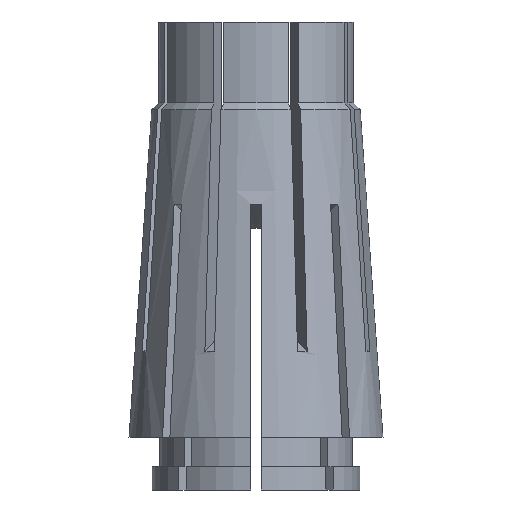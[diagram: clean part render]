
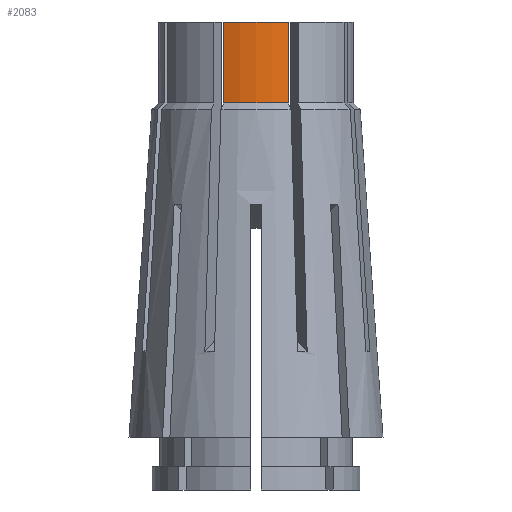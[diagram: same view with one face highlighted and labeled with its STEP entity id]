
A CAD part, front view. The second image highlights one B-rep face of the part: STEP entity #2083.
In plain terms, the highlighted cylindrical face has radius 9.4 mm (diameter 18.8 mm), a partial arc.
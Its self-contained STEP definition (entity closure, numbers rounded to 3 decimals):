
#58 = LINE ( 'NONE', #2463, #4179 ) ;
#241 = VERTEX_POINT ( 'NONE', #1583 ) ;
#491 = VERTEX_POINT ( 'NONE', #517 ) ;
#517 = CARTESIAN_POINT ( 'NONE',  ( -3.13, -8.864, -7.8 ) ) ;
#673 = EDGE_CURVE ( 'NONE', #241, #3674, #3991, .T. ) ;
#746 = DIRECTION ( 'NONE',  ( 0., 0., -1. ) ) ;
#979 = CARTESIAN_POINT ( 'NONE',  ( -3.13, -8.864, 0. ) ) ;
#1000 = DIRECTION ( 'NONE',  ( 1., 0., 0. ) ) ;
#1026 = AXIS2_PLACEMENT_3D ( 'NONE', #2587, #1887, #3522 ) ;
#1270 = EDGE_CURVE ( 'NONE', #1434, #241, #2786, .T. ) ;
#1356 = CARTESIAN_POINT ( 'NONE',  ( 0., 0., 0. ) ) ;
#1392 = CYLINDRICAL_SURFACE ( 'NONE', #1026, 9.4 ) ;
#1421 = AXIS2_PLACEMENT_3D ( 'NONE', #2920, #2641, #3368 ) ;
#1434 = VERTEX_POINT ( 'NONE', #979 ) ;
#1583 = CARTESIAN_POINT ( 'NONE',  ( 3.13, -8.864, 0. ) ) ;
#1603 = FACE_OUTER_BOUND ( 'NONE', #2679, .T. ) ;
#1606 = ORIENTED_EDGE ( 'NONE', *, *, #4063, .T. ) ;
#1887 = DIRECTION ( 'NONE',  ( 0., 0., 1. ) ) ;
#2083 = ADVANCED_FACE ( 'NONE', ( #1603 ), #1392, .T. ) ;
#2102 = AXIS2_PLACEMENT_3D ( 'NONE', #1356, #3253, #1000 ) ;
#2241 = ORIENTED_EDGE ( 'NONE', *, *, #2758, .T. ) ;
#2324 = ORIENTED_EDGE ( 'NONE', *, *, #1270, .F. ) ;
#2415 = ORIENTED_EDGE ( 'NONE', *, *, #673, .F. ) ;
#2463 = CARTESIAN_POINT ( 'NONE',  ( -3.13, -8.864, 0. ) ) ;
#2587 = CARTESIAN_POINT ( 'NONE',  ( 0., 0., 0. ) ) ;
#2641 = DIRECTION ( 'NONE',  ( 0., 0., 1. ) ) ;
#2679 = EDGE_LOOP ( 'NONE', ( #2415, #2324, #2241, #1606 ) ) ;
#2709 = CARTESIAN_POINT ( 'NONE',  ( 3.13, -8.864, 0. ) ) ;
#2758 = EDGE_CURVE ( 'NONE', #1434, #491, #58, .T. ) ;
#2786 = CIRCLE ( 'NONE', #2102, 9.4 ) ;
#2916 = CARTESIAN_POINT ( 'NONE',  ( 3.13, -8.864, -7.8 ) ) ;
#2920 = CARTESIAN_POINT ( 'NONE',  ( 0., 0., -7.8 ) ) ;
#3253 = DIRECTION ( 'NONE',  ( 0., 0., 1. ) ) ;
#3368 = DIRECTION ( 'NONE',  ( 1., 0., 0. ) ) ;
#3522 = DIRECTION ( 'NONE',  ( 1., 0., 0. ) ) ;
#3674 = VERTEX_POINT ( 'NONE', #2916 ) ;
#3881 = VECTOR ( 'NONE', #3888, 1000. ) ;
#3885 = CIRCLE ( 'NONE', #1421, 9.4 ) ;
#3888 = DIRECTION ( 'NONE',  ( 0., 0., -1. ) ) ;
#3991 = LINE ( 'NONE', #2709, #3881 ) ;
#4063 = EDGE_CURVE ( 'NONE', #491, #3674, #3885, .T. ) ;
#4179 = VECTOR ( 'NONE', #746, 1000. ) ;
